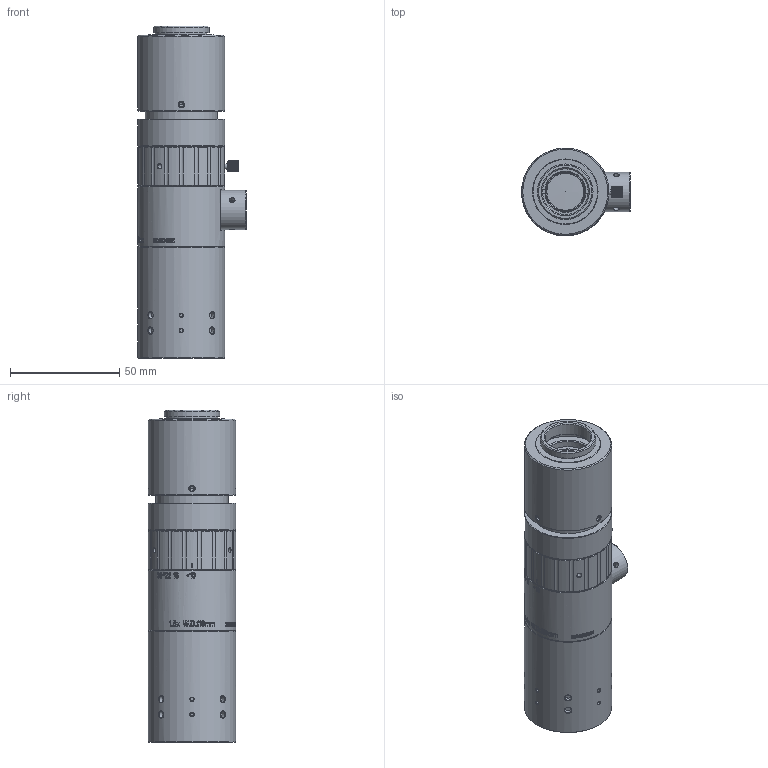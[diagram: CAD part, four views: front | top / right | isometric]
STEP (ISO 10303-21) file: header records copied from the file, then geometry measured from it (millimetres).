
FILE_DESCRIPTION( ('This file contains a STEP AP42 implementation' ,'as created by ZW3D STEP Interface translator.') ,'2;1' );
FILE_NAME( 'TC150110A1_20C_俋倛3D.stp' ,'24 4 7. 94212', (''), ('ZWCAD Software Co.'), 'Version 1.0', 'ZW3D to STEP translator', '' );
FILE_SCHEMA(('AUTOMOTIVE_DESIGN { 1 0 10303 214 1 1 1 1 }'));
Length unit declared in the file: millimetre
Products named in the file (1): 0
Bounding box: 49.8 x 40 x 152.06 mm (x, y, z)
Volume: 2181.1 mm3; surface area: 35938.2 mm2
Topology: 18 solids, 20 shells, 1132 faces, 2767 edges, 1763 vertices
Faces by surface type: plane 508, cylinder 257, bspline 213, cone 151, sphere 3
Full cylindrical faces by diameter (mm): 0.8 x1, 2.05 x2, 2.5 x8, 2.6 x6, 3 x12, 8 x1, 13.5 x1, 14 x1, 16 x3, 16.4 x1, 16.9 x1, 17.3 x1, 17.4 x1, 17.7 x1, 18 x1, 18.1 x1, 20 x1, 21 x1, 22.4 x2, 23.4 x1, 23.9 x1, 25.4 x1, 30 x2, 31 x1, 31.4 x1, 32 x1, 32.4 x2, 32.5 x1, 33 x2, 33.5 x2
Entity records: 40596 total; most frequent: CARTESIAN_POINT 14581, ORIENTED_EDGE 5506, DIRECTION 4378, EDGE_CURVE 2751, VERTEX_POINT 1763, AXIS2_PLACEMENT_3D 1485, VECTOR 1408, LINE 1408
